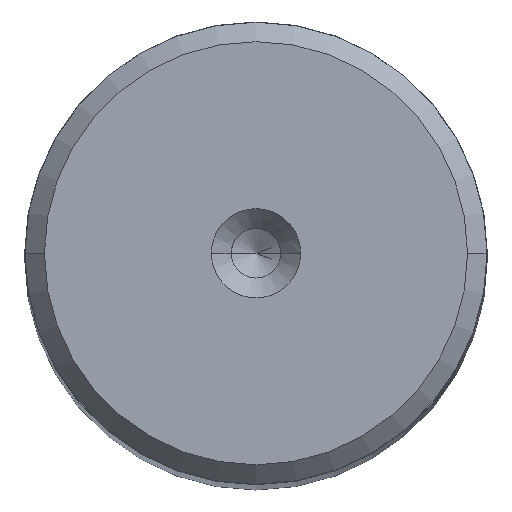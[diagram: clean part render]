
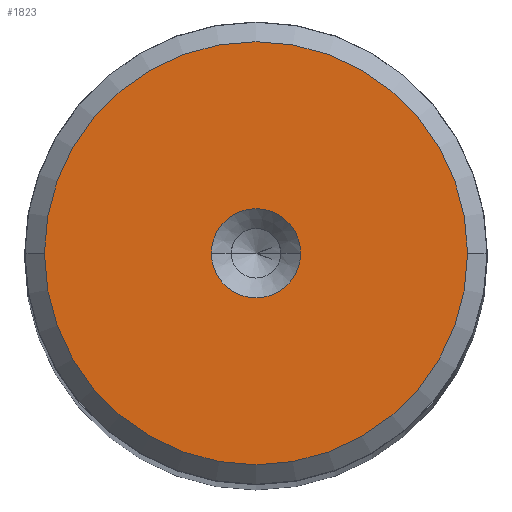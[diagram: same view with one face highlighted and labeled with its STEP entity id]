
A CAD part, top view. The second image highlights one B-rep face of the part: STEP entity #1823.
In plain terms, the highlighted planar face has unit normal (0, 0, 1).
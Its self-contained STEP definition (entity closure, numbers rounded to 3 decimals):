
#24 = DIRECTION ( 'NONE',  ( 1., 0., 0. ) ) ;
#37 = CIRCLE ( 'NONE', #2466, 12.811 ) ;
#337 = DIRECTION ( 'NONE',  ( 1., 0., 0. ) ) ;
#515 = DIRECTION ( 'NONE',  ( 1., 0., 0. ) ) ;
#577 = FACE_BOUND ( 'NONE', #655, .T. ) ;
#613 = ORIENTED_EDGE ( 'NONE', *, *, #1011, .T. ) ;
#655 = EDGE_LOOP ( 'NONE', ( #2288, #2683 ) ) ;
#677 = EDGE_CURVE ( 'NONE', #940, #2326, #2282, .T. ) ;
#742 = CARTESIAN_POINT ( 'NONE',  ( 0., 0., 190. ) ) ;
#865 = CARTESIAN_POINT ( 'NONE',  ( 0., 0., 190. ) ) ;
#891 = VERTEX_POINT ( 'NONE', #1887 ) ;
#929 = DIRECTION ( 'NONE',  ( 0., 0., 1. ) ) ;
#940 = VERTEX_POINT ( 'NONE', #2096 ) ;
#966 = PLANE ( 'NONE',  #1787 ) ;
#1011 = EDGE_CURVE ( 'NONE', #2454, #891, #2255, .T. ) ;
#1156 = EDGE_CURVE ( 'NONE', #891, #2454, #37, .T. ) ;
#1161 = CARTESIAN_POINT ( 'NONE',  ( 0., 0., 190. ) ) ;
#1169 = CARTESIAN_POINT ( 'NONE',  ( -12.811, 0., 190. ) ) ;
#1225 = DIRECTION ( 'NONE',  ( 1., 0., 0. ) ) ;
#1323 = CARTESIAN_POINT ( 'NONE',  ( 0., 0., 190. ) ) ;
#1446 = EDGE_LOOP ( 'NONE', ( #613, #2489 ) ) ;
#1652 = CIRCLE ( 'NONE', #2652, 2.7 ) ;
#1787 = AXIS2_PLACEMENT_3D ( 'NONE', #865, #2555, #24 ) ;
#1823 = ADVANCED_FACE ( 'NONE', ( #577, #2047 ), #966, .T. ) ;
#1887 = CARTESIAN_POINT ( 'NONE',  ( 12.811, 0., 190. ) ) ;
#1935 = CARTESIAN_POINT ( 'NONE',  ( 2.7, 0., 190. ) ) ;
#1999 = EDGE_CURVE ( 'NONE', #2326, #940, #1652, .T. ) ;
#2001 = AXIS2_PLACEMENT_3D ( 'NONE', #1323, #2342, #2528 ) ;
#2047 = FACE_OUTER_BOUND ( 'NONE', #1446, .T. ) ;
#2096 = CARTESIAN_POINT ( 'NONE',  ( -2.7, 0., 190. ) ) ;
#2255 = CIRCLE ( 'NONE', #2610, 12.811 ) ;
#2282 = CIRCLE ( 'NONE', #2001, 2.7 ) ;
#2288 = ORIENTED_EDGE ( 'NONE', *, *, #1999, .F. ) ;
#2326 = VERTEX_POINT ( 'NONE', #1935 ) ;
#2342 = DIRECTION ( 'NONE',  ( 0., 0., 1. ) ) ;
#2400 = DIRECTION ( 'NONE',  ( 0., 0., 1. ) ) ;
#2454 = VERTEX_POINT ( 'NONE', #1169 ) ;
#2455 = CARTESIAN_POINT ( 'NONE',  ( 0., 0., 190. ) ) ;
#2462 = DIRECTION ( 'NONE',  ( 0., 0., 1. ) ) ;
#2466 = AXIS2_PLACEMENT_3D ( 'NONE', #742, #929, #515 ) ;
#2489 = ORIENTED_EDGE ( 'NONE', *, *, #1156, .T. ) ;
#2528 = DIRECTION ( 'NONE',  ( 1., 0., 0. ) ) ;
#2555 = DIRECTION ( 'NONE',  ( 0., 0., 1. ) ) ;
#2610 = AXIS2_PLACEMENT_3D ( 'NONE', #1161, #2400, #337 ) ;
#2652 = AXIS2_PLACEMENT_3D ( 'NONE', #2455, #2462, #1225 ) ;
#2683 = ORIENTED_EDGE ( 'NONE', *, *, #677, .F. ) ;
